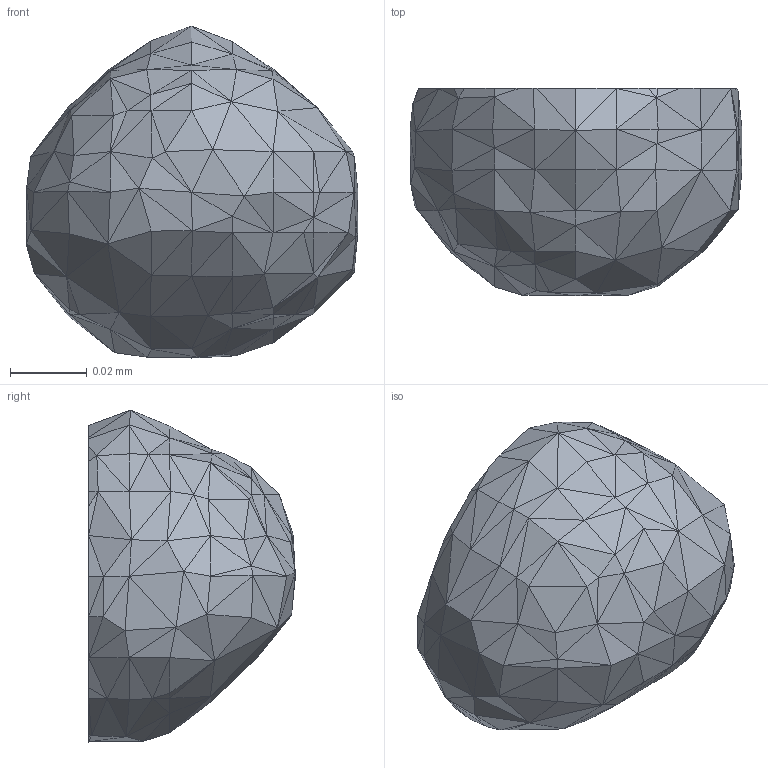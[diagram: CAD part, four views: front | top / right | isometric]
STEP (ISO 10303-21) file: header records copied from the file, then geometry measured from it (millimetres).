
FILE_DESCRIPTION(('FreeCAD Model'),'2;1');
FILE_NAME('Particle4.step','2020-11-10T02:01:32',( 'FreeCAD'),('FreeCAD'),'Open CASCADE STEP processor 7.4','FreeCAD', 'Unknown');
FILE_SCHEMA(('AUTOMOTIVE_DESIGN { 1 0 10303 214 1 1 1 1 }'));
Length unit declared in the file: millimetre
Products named in the file (1): Open CASCADE STEP translator 7.4 7
Bounding box: 0.09 x 0.05 x 0.09 mm (x, y, z)
Volume: 0 mm3; surface area: 0 mm2
Topology: 1 solids, 1 shells, 268 faces, 419 edges, 153 vertices
Faces by surface type: plane 268
Entity records: 10414 total; most frequent: CARTESIAN_POINT 2113, DIRECTION 1361, ORIENTED_EDGE 838, PCURVE 838, DEFINITIONAL_REPRESENTATION 838, LINE 823, VECTOR 823, B_SPLINE_CURVE_WITH_KNOTS 434
